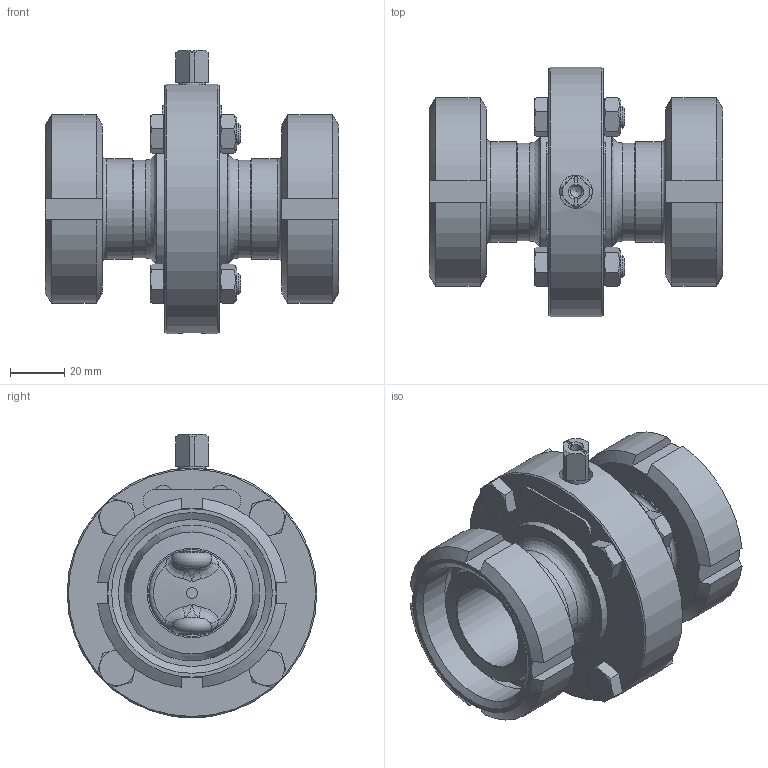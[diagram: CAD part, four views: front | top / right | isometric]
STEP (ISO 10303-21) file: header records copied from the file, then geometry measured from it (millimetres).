
FILE_DESCRIPTION((''),'2;1');
FILE_NAME('56640032XX30.stp','2010-11-23T15:04:20',('Creator'),(''),'Autodesk Inventor 2010','Autodesk Inventor 2010','');
FILE_SCHEMA(('AUTOMOTIVE_DESIGN { 1 0 10303 214 1 1 1 1 }'));
Length unit declared in the file: millimetre
Products named in the file (1): 56640032XX30
Bounding box: 108 x 92 x 104.5 mm (x, y, z)
Volume: 224941.1 mm3; surface area: 75710.1 mm2
Topology: 1 solids, 7 shells, 347 faces, 808 edges, 486 vertices
Faces by surface type: plane 155, cone 78, cylinder 70, bspline 32, torus 8, sphere 4
Full cylindrical faces by diameter (mm): 4.134 x1, 7.2 x6, 7.323 x4, 8 x8, 8.5 x4, 10 x2, 11.4 x4, 12.2 x2, 32 x2, 36 x2, 37 x2, 41 x2, 42 x2, 53 x2, 54.19 x2, 58.4 x2, 92 x1
Entity records: 11438 total; most frequent: CARTESIAN_POINT 4664, ORIENTED_EDGE 1354, DIRECTION 1328, EDGE_CURVE 677, AXIS2_PLACEMENT_3D 582, EDGE_LOOP 478, VERTEX_POINT 457, FACE_OUTER_BOUND 346
